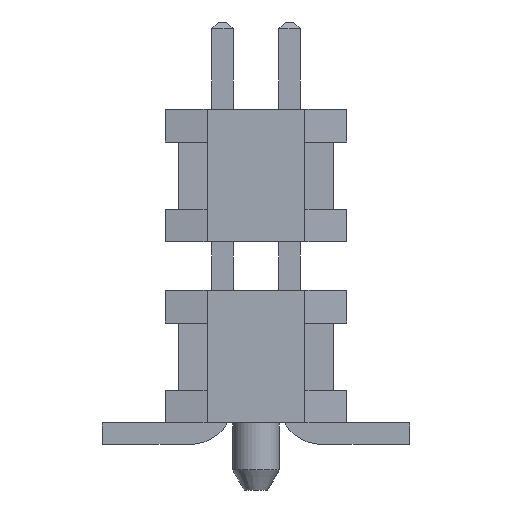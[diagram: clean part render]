
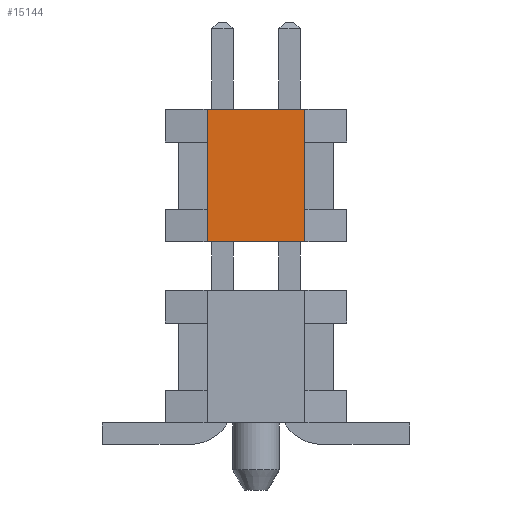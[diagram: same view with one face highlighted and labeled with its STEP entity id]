
A CAD part, left-side view. The second image highlights one B-rep face of the part: STEP entity #15144.
In plain terms, the highlighted planar face has unit normal (-1, 0, 0).
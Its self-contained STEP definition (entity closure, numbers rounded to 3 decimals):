
#452=FACE_OUTER_BOUND($,#1274,.T.);
#1274=EDGE_LOOP($,(#10939,#10940,#10941,#10942));
#2704=LINE($,#22205,#4828);
#2706=LINE($,#22209,#4830);
#2707=LINE($,#22211,#4831);
#2708=LINE($,#22212,#4832);
#4828=VECTOR($,#18015,2.515);
#4830=VECTOR($,#18019,1.854);
#4831=VECTOR($,#18020,2.515);
#4832=VECTOR($,#18021,1.854);
#6743=VERTEX_POINT($,#22202);
#6744=VERTEX_POINT($,#22204);
#6745=VERTEX_POINT($,#22208);
#6746=VERTEX_POINT($,#22210);
#8414=EDGE_CURVE($,#6744,#6743,#2704,.T.);
#8416=EDGE_CURVE($,#6743,#6745,#2706,.T.);
#8417=EDGE_CURVE($,#6746,#6745,#2707,.T.);
#8418=EDGE_CURVE($,#6746,#6744,#2708,.T.);
#10939=ORIENTED_EDGE($,*,*,#8416,.T.);
#10940=ORIENTED_EDGE($,*,*,#8417,.F.);
#10941=ORIENTED_EDGE($,*,*,#8418,.T.);
#10942=ORIENTED_EDGE($,*,*,#8414,.T.);
#14348=PLANE($,#16061);
#15144=ADVANCED_FACE($,(#452),#14348,.F.);
#16061=AXIS2_PLACEMENT_3D($,#22207,#18017,#18018);
#18015=DIRECTION($,(0.,0.,-1.));
#18017=DIRECTION('center_axis',(1.,0.,0.));
#18018=DIRECTION('ref_axis',(0.,1.,0.));
#18019=DIRECTION($,(0.,-1.,0.));
#18020=DIRECTION($,(0.,0.,-1.));
#18021=DIRECTION($,(0.,1.,0.));
#22202=CARTESIAN_POINT('',(-3.81,0.927,3.835));
#22204=CARTESIAN_POINT('',(-3.81,0.927,6.35));
#22205=CARTESIAN_POINT($,(-3.81,0.927,6.35));
#22207=CARTESIAN_POINT('Origin',(-3.81,0.927,6.35));
#22208=CARTESIAN_POINT('',(-3.81,-0.927,3.835));
#22209=CARTESIAN_POINT($,(-3.81,0.462,3.835));
#22210=CARTESIAN_POINT('',(-3.81,-0.927,6.35));
#22211=CARTESIAN_POINT($,(-3.81,-0.927,6.35));
#22212=CARTESIAN_POINT($,(-3.81,0.462,6.35));
